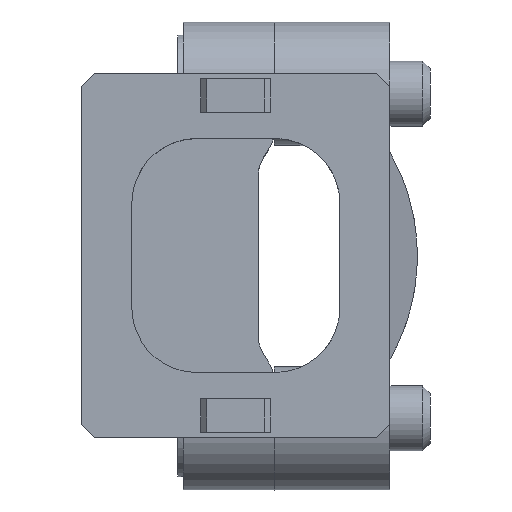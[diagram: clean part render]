
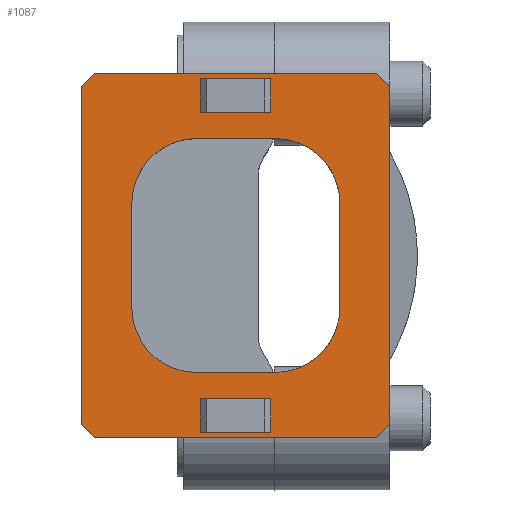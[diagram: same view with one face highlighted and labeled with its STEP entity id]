
A CAD part, top view. The second image highlights one B-rep face of the part: STEP entity #1087.
In plain terms, the highlighted planar face has unit normal (0, 0, 1).
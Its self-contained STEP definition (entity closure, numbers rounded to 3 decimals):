
#948=FACE_BOUND('',#1472,.T.);
#949=FACE_BOUND('',#1473,.T.);
#950=FACE_BOUND('',#1474,.T.);
#951=FACE_BOUND('',#1475,.T.);
#1018=CIRCLE('',#3858,2.5);
#1019=CIRCLE('',#3859,2.5);
#1020=CIRCLE('',#3860,2.5);
#1021=CIRCLE('',#3861,2.5);
#1087=ADVANCED_FACE('',(#948,#949,#950,#951),#1223,.T.);
#1223=PLANE('',#3862);
#1472=EDGE_LOOP('',(#1855,#1856,#1857,#1858,#1859,#1860,#1861,#1862));
#1473=EDGE_LOOP('',(#1863,#1864,#1865,#1866,#1867,#1868,#1869,#1870));
#1474=EDGE_LOOP('',(#1871,#1872,#1873,#1874));
#1475=EDGE_LOOP('',(#1875,#1876,#1877,#1878));
#1855=ORIENTED_EDGE('',*,*,#2752,.F.);
#1856=ORIENTED_EDGE('',*,*,#2829,.F.);
#1857=ORIENTED_EDGE('',*,*,#2830,.T.);
#1858=ORIENTED_EDGE('',*,*,#2831,.F.);
#1859=ORIENTED_EDGE('',*,*,#2832,.F.);
#1860=ORIENTED_EDGE('',*,*,#2833,.F.);
#1861=ORIENTED_EDGE('',*,*,#2834,.F.);
#1862=ORIENTED_EDGE('',*,*,#2835,.F.);
#1863=ORIENTED_EDGE('',*,*,#2836,.T.);
#1864=ORIENTED_EDGE('',*,*,#2837,.T.);
#1865=ORIENTED_EDGE('',*,*,#2838,.T.);
#1866=ORIENTED_EDGE('',*,*,#2839,.T.);
#1867=ORIENTED_EDGE('',*,*,#2840,.T.);
#1868=ORIENTED_EDGE('',*,*,#2841,.T.);
#1869=ORIENTED_EDGE('',*,*,#2842,.T.);
#1870=ORIENTED_EDGE('',*,*,#2843,.T.);
#1871=ORIENTED_EDGE('',*,*,#2844,.T.);
#1872=ORIENTED_EDGE('',*,*,#2845,.F.);
#1873=ORIENTED_EDGE('',*,*,#2846,.T.);
#1874=ORIENTED_EDGE('',*,*,#2847,.F.);
#1875=ORIENTED_EDGE('',*,*,#2848,.T.);
#1876=ORIENTED_EDGE('',*,*,#2849,.T.);
#1877=ORIENTED_EDGE('',*,*,#2850,.T.);
#1878=ORIENTED_EDGE('',*,*,#2851,.T.);
#2462=VERTEX_POINT('',#4877);
#2463=VERTEX_POINT('',#4879);
#2535=VERTEX_POINT('',#5210);
#2536=VERTEX_POINT('',#5212);
#2537=VERTEX_POINT('',#5214);
#2538=VERTEX_POINT('',#5216);
#2539=VERTEX_POINT('',#5218);
#2540=VERTEX_POINT('',#5220);
#2541=VERTEX_POINT('',#5223);
#2542=VERTEX_POINT('',#5224);
#2543=VERTEX_POINT('',#5226);
#2544=VERTEX_POINT('',#5228);
#2545=VERTEX_POINT('',#5230);
#2546=VERTEX_POINT('',#5232);
#2547=VERTEX_POINT('',#5234);
#2548=VERTEX_POINT('',#5236);
#2549=VERTEX_POINT('',#5239);
#2550=VERTEX_POINT('',#5240);
#2551=VERTEX_POINT('',#5242);
#2552=VERTEX_POINT('',#5244);
#2553=VERTEX_POINT('',#5247);
#2554=VERTEX_POINT('',#5248);
#2555=VERTEX_POINT('',#5250);
#2556=VERTEX_POINT('',#5252);
#2752=EDGE_CURVE('',#2462,#2463,#3132,.T.);
#2829=EDGE_CURVE('',#2535,#2462,#3189,.T.);
#2830=EDGE_CURVE('',#2535,#2536,#3190,.T.);
#2831=EDGE_CURVE('',#2537,#2536,#3191,.T.);
#2832=EDGE_CURVE('',#2538,#2537,#3192,.T.);
#2833=EDGE_CURVE('',#2539,#2538,#3193,.T.);
#2834=EDGE_CURVE('',#2540,#2539,#3194,.T.);
#2835=EDGE_CURVE('',#2463,#2540,#3195,.T.);
#2836=EDGE_CURVE('',#2541,#2542,#1018,.T.);
#2837=EDGE_CURVE('',#2542,#2543,#3196,.T.);
#2838=EDGE_CURVE('',#2543,#2544,#1019,.T.);
#2839=EDGE_CURVE('',#2544,#2545,#3197,.T.);
#2840=EDGE_CURVE('',#2545,#2546,#1020,.T.);
#2841=EDGE_CURVE('',#2546,#2547,#3198,.T.);
#2842=EDGE_CURVE('',#2547,#2548,#1021,.T.);
#2843=EDGE_CURVE('',#2548,#2541,#3199,.T.);
#2844=EDGE_CURVE('',#2549,#2550,#3200,.T.);
#2845=EDGE_CURVE('',#2551,#2550,#3201,.T.);
#2846=EDGE_CURVE('',#2551,#2552,#3202,.T.);
#2847=EDGE_CURVE('',#2549,#2552,#3203,.T.);
#2848=EDGE_CURVE('',#2553,#2554,#3204,.T.);
#2849=EDGE_CURVE('',#2554,#2555,#3205,.T.);
#2850=EDGE_CURVE('',#2555,#2556,#3206,.T.);
#2851=EDGE_CURVE('',#2556,#2553,#3207,.T.);
#3132=LINE('',#4878,#3430);
#3189=LINE('',#5209,#3487);
#3190=LINE('',#5211,#3488);
#3191=LINE('',#5213,#3489);
#3192=LINE('',#5215,#3490);
#3193=LINE('',#5217,#3491);
#3194=LINE('',#5219,#3492);
#3195=LINE('',#5221,#3493);
#3196=LINE('',#5225,#3494);
#3197=LINE('',#5229,#3495);
#3198=LINE('',#5233,#3496);
#3199=LINE('',#5237,#3497);
#3200=LINE('',#5238,#3498);
#3201=LINE('',#5241,#3499);
#3202=LINE('',#5243,#3500);
#3203=LINE('',#5245,#3501);
#3204=LINE('',#5246,#3502);
#3205=LINE('',#5249,#3503);
#3206=LINE('',#5251,#3504);
#3207=LINE('',#5253,#3505);
#3430=VECTOR('',#4132,1.);
#3487=VECTOR('',#4243,1.);
#3488=VECTOR('',#4244,1.);
#3489=VECTOR('',#4245,1.);
#3490=VECTOR('',#4246,1.);
#3491=VECTOR('',#4247,1.);
#3492=VECTOR('',#4248,1.);
#3493=VECTOR('',#4249,1.);
#3494=VECTOR('',#4252,1.);
#3495=VECTOR('',#4255,1.);
#3496=VECTOR('',#4258,1.);
#3497=VECTOR('',#4261,1.);
#3498=VECTOR('',#4262,1.);
#3499=VECTOR('',#4263,1.);
#3500=VECTOR('',#4264,1.);
#3501=VECTOR('',#4265,1.);
#3502=VECTOR('',#4266,1.);
#3503=VECTOR('',#4267,1.);
#3504=VECTOR('',#4268,1.);
#3505=VECTOR('',#4269,1.);
#3858=AXIS2_PLACEMENT_3D('',#5222,#4250,#4251);
#3859=AXIS2_PLACEMENT_3D('',#5227,#4253,#4254);
#3860=AXIS2_PLACEMENT_3D('',#5231,#4256,#4257);
#3861=AXIS2_PLACEMENT_3D('',#5235,#4259,#4260);
#3862=AXIS2_PLACEMENT_3D('',#5254,#4270,#4271);
#4132=DIRECTION('',(0.,1.,0.));
#4243=DIRECTION('',(-0.707,0.707,0.));
#4244=DIRECTION('',(1.,0.,0.));
#4245=DIRECTION('',(-0.707,-0.707,0.));
#4246=DIRECTION('',(0.,-1.,0.));
#4247=DIRECTION('',(0.707,-0.707,0.));
#4248=DIRECTION('',(1.,0.,0.));
#4249=DIRECTION('',(0.707,0.707,0.));
#4250=DIRECTION('',(0.,0.,-1.));
#4251=DIRECTION('',(1.,0.,0.));
#4252=DIRECTION('',(0.,-1.,0.));
#4253=DIRECTION('',(0.,0.,-1.));
#4254=DIRECTION('',(1.,0.,0.));
#4255=DIRECTION('',(-1.,0.,0.));
#4256=DIRECTION('',(0.,0.,-1.));
#4257=DIRECTION('',(1.,0.,0.));
#4258=DIRECTION('',(0.,1.,0.));
#4259=DIRECTION('',(0.,0.,-1.));
#4260=DIRECTION('',(1.,0.,0.));
#4261=DIRECTION('',(1.,0.,0.));
#4262=DIRECTION('',(1.,0.,0.));
#4263=DIRECTION('',(0.,1.,0.));
#4264=DIRECTION('',(-1.,0.,0.));
#4265=DIRECTION('',(0.,-1.,0.));
#4266=DIRECTION('',(0.,-1.,0.));
#4267=DIRECTION('',(-1.,0.,0.));
#4268=DIRECTION('',(0.,1.,0.));
#4269=DIRECTION('',(1.,0.,0.));
#4270=DIRECTION('',(0.,0.,1.));
#4271=DIRECTION('',(0.,-1.,0.));
#4877=CARTESIAN_POINT('',(-7.875,-6.5,18.9));
#4878=CARTESIAN_POINT('',(-7.875,-7.7,18.9));
#4879=CARTESIAN_POINT('',(-7.875,6.5,18.9));
#5209=CARTESIAN_POINT('',(-7.86,-6.515,18.9));
#5210=CARTESIAN_POINT('',(-7.375,-7.,18.9));
#5211=CARTESIAN_POINT('',(-7.875,-7.,18.9));
#5212=CARTESIAN_POINT('',(3.475,-7.,18.9));
#5213=CARTESIAN_POINT('',(3.96,-6.515,18.9));
#5214=CARTESIAN_POINT('',(3.975,-6.5,18.9));
#5215=CARTESIAN_POINT('',(3.975,-7.7,18.9));
#5216=CARTESIAN_POINT('',(3.975,6.5,18.9));
#5217=CARTESIAN_POINT('',(3.96,6.515,18.9));
#5218=CARTESIAN_POINT('',(3.475,7.,18.9));
#5219=CARTESIAN_POINT('',(-7.875,7.,18.9));
#5220=CARTESIAN_POINT('',(-7.375,7.,18.9));
#5221=CARTESIAN_POINT('',(-7.86,6.515,18.9));
#5222=CARTESIAN_POINT('',(-0.45,2.,18.9));
#5223=CARTESIAN_POINT('',(-0.45,4.5,18.9));
#5224=CARTESIAN_POINT('',(2.05,2.,18.9));
#5225=CARTESIAN_POINT('',(2.05,-2.,18.9));
#5226=CARTESIAN_POINT('',(2.05,-2.,18.9));
#5227=CARTESIAN_POINT('',(-0.45,-2.,18.9));
#5228=CARTESIAN_POINT('',(-0.45,-4.5,18.9));
#5229=CARTESIAN_POINT('',(-3.45,-4.5,18.9));
#5230=CARTESIAN_POINT('',(-3.45,-4.5,18.9));
#5231=CARTESIAN_POINT('',(-3.45,-2.,18.9));
#5232=CARTESIAN_POINT('',(-5.95,-2.,18.9));
#5233=CARTESIAN_POINT('',(-5.95,2.,18.9));
#5234=CARTESIAN_POINT('',(-5.95,2.,18.9));
#5235=CARTESIAN_POINT('',(-3.45,2.,18.9));
#5236=CARTESIAN_POINT('',(-3.45,4.5,18.9));
#5237=CARTESIAN_POINT('',(-0.3,4.5,18.9));
#5238=CARTESIAN_POINT('',(-2.4,-5.5,18.9));
#5239=CARTESIAN_POINT('',(-3.3,-5.5,18.9));
#5240=CARTESIAN_POINT('',(-0.6,-5.5,18.9));
#5241=CARTESIAN_POINT('',(-0.6,7.,18.9));
#5242=CARTESIAN_POINT('',(-0.6,-6.8,18.9));
#5243=CARTESIAN_POINT('',(-1.5,-6.8,18.9));
#5244=CARTESIAN_POINT('',(-3.3,-6.8,18.9));
#5245=CARTESIAN_POINT('',(-3.3,7.,18.9));
#5246=CARTESIAN_POINT('',(-0.6,7.,18.9));
#5247=CARTESIAN_POINT('',(-0.6,6.8,18.9));
#5248=CARTESIAN_POINT('',(-0.6,5.5,18.9));
#5249=CARTESIAN_POINT('',(-1.5,5.5,18.9));
#5250=CARTESIAN_POINT('',(-3.3,5.5,18.9));
#5251=CARTESIAN_POINT('',(-3.3,7.,18.9));
#5252=CARTESIAN_POINT('',(-3.3,6.8,18.9));
#5253=CARTESIAN_POINT('',(-2.4,6.8,18.9));
#5254=CARTESIAN_POINT('',(-7.875,7.,18.9));
